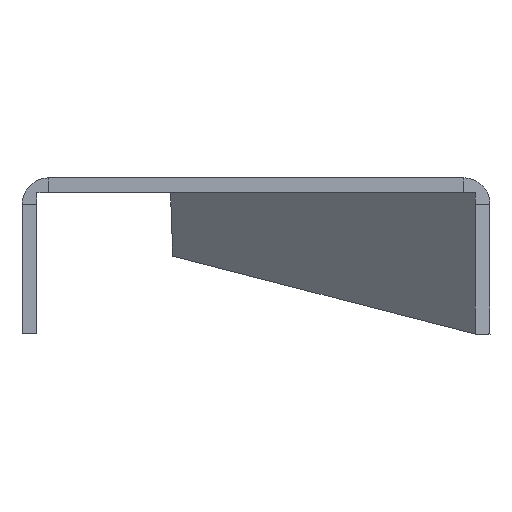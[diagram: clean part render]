
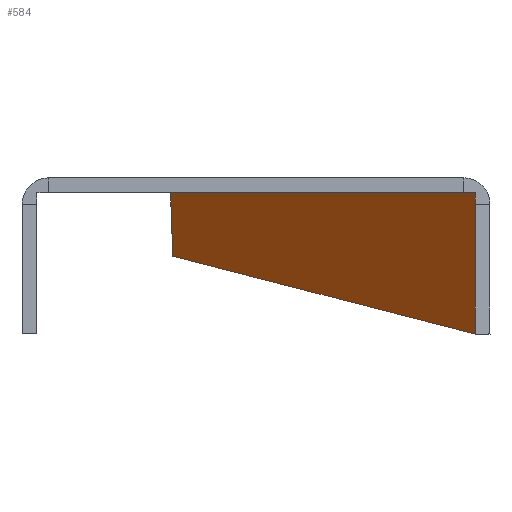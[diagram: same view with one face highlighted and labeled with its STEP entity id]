
A CAD part, left-side view. The second image highlights one B-rep face of the part: STEP entity #584.
In plain terms, the highlighted planar face has unit normal (-0.096, 0.995, 0).
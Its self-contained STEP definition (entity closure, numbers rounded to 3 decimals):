
#2 = VERTEX_POINT ( 'NONE', #613 ) ;
#7 = CARTESIAN_POINT ( 'NONE',  ( 0.141, -45.797, -1.9 ) ) ;
#39 = EDGE_CURVE ( 'NONE', #423, #531, #330, .T. ) ;
#76 = CARTESIAN_POINT ( 'NONE',  ( 0.141, -45.797, -2.081 ) ) ;
#78 = PLANE ( 'NONE',  #492 ) ;
#127 = CARTESIAN_POINT ( 'NONE',  ( 0.141, -45.797, -20.03 ) ) ;
#130 = CARTESIAN_POINT ( 'NONE',  ( 405.658, -6.745, -2.164 ) ) ;
#140 = ORIENTED_EDGE ( 'NONE', *, *, #295, .F. ) ;
#142 = DIRECTION ( 'NONE',  ( -0.096, 0.995, 0. ) ) ;
#144 = DIRECTION ( 'NONE',  ( -0.995, -0.096, 0. ) ) ;
#153 = VECTOR ( 'NONE', #208, 1000. ) ;
#168 = VERTEX_POINT ( 'NONE', #314 ) ;
#170 = EDGE_CURVE ( 'NONE', #168, #531, #656, .T. ) ;
#173 = DIRECTION ( 'NONE',  ( 0.995, 0.096, 0.025 ) ) ;
#186 = CARTESIAN_POINT ( 'NONE',  ( 0.141, -45.797, -1.9 ) ) ;
#190 = CARTESIAN_POINT ( 'NONE',  ( 405.341, -6.776, -2.921 ) ) ;
#200 = DIRECTION ( 'NONE',  ( -0.991, -0.095, 0.096 ) ) ;
#208 = DIRECTION ( 'NONE',  ( 0., 0., -1. ) ) ;
#211 = LINE ( 'NONE', #677, #153 ) ;
#252 = CARTESIAN_POINT ( 'NONE',  ( 405.076, -6.801, -3.4 ) ) ;
#255 = CARTESIAN_POINT ( 'NONE',  ( 0.141, -45.797, -2.442 ) ) ;
#260 = FACE_OUTER_BOUND ( 'NONE', #547, .T. ) ;
#275 = ORIENTED_EDGE ( 'NONE', *, *, #39, .F. ) ;
#281 = VERTEX_POINT ( 'NONE', #127 ) ;
#290 = B_SPLINE_CURVE_WITH_KNOTS ( 'NONE', 3,
 ( #252, #708, #190, #419, #130, #367 ),
 .UNSPECIFIED., .F., .F.,
 ( 4, 2, 4 ),
 ( 0.001, 0.002, 0.003 ),
 .UNSPECIFIED. ) ;
#295 = EDGE_CURVE ( 'NONE', #498, #423, #290, .T. ) ;
#304 = ORIENTED_EDGE ( 'NONE', *, *, #170, .T. ) ;
#306 = CARTESIAN_POINT ( 'NONE',  ( 0.141, -45.797, -3.081 ) ) ;
#314 = CARTESIAN_POINT ( 'NONE',  ( 0.141, -45.797, -3.4 ) ) ;
#316 = CARTESIAN_POINT ( 'NONE',  ( 411.447, -6.188, 13.717 ) ) ;
#330 = LINE ( 'NONE', #449, #660 ) ;
#367 = CARTESIAN_POINT ( 'NONE',  ( 405.732, -6.738, -1.9 ) ) ;
#417 = EDGE_CURVE ( 'NONE', #168, #281, #211, .T. ) ;
#419 = CARTESIAN_POINT ( 'NONE',  ( 405.566, -6.754, -2.422 ) ) ;
#423 = VERTEX_POINT ( 'NONE', #488 ) ;
#424 = DIRECTION ( 'NONE',  ( 0.349, 0.034, 0.937 ) ) ;
#431 = LINE ( 'NONE', #663, #746 ) ;
#433 = LINE ( 'NONE', #316, #565 ) ;
#449 = CARTESIAN_POINT ( 'NONE',  ( 4.371, -45.39, -1.9 ) ) ;
#463 = EDGE_CURVE ( 'NONE', #281, #2, #431, .T. ) ;
#488 = CARTESIAN_POINT ( 'NONE',  ( 405.732, -6.738, -1.9 ) ) ;
#492 = AXIS2_PLACEMENT_3D ( 'NONE', #661, #142, #200 ) ;
#498 = VERTEX_POINT ( 'NONE', #694 ) ;
#531 = VERTEX_POINT ( 'NONE', #7 ) ;
#547 = EDGE_LOOP ( 'NONE', ( #701, #304, #275, #140, #631, #698 ) ) ;
#565 = VECTOR ( 'NONE', #424, 1000. ) ;
#584 = ADVANCED_FACE ( 'NONE', ( #260 ), #78, .T. ) ;
#590 = CARTESIAN_POINT ( 'NONE',  ( 0.141, -45.797, -2.761 ) ) ;
#613 = CARTESIAN_POINT ( 'NONE',  ( 402.609, -7.039, -10.03 ) ) ;
#618 = EDGE_CURVE ( 'NONE', #2, #498, #433, .T. ) ;
#631 = ORIENTED_EDGE ( 'NONE', *, *, #618, .F. ) ;
#656 = B_SPLINE_CURVE_WITH_KNOTS ( 'NONE', 3,
 ( #699, #306, #590, #255, #704, #76, #186 ),
 .UNSPECIFIED., .F., .F.,
 ( 4, 3, 4 ),
 ( 0.009, 0.01, 0.011 ),
 .UNSPECIFIED. ) ;
#660 = VECTOR ( 'NONE', #144, 1000. ) ;
#661 = CARTESIAN_POINT ( 'NONE',  ( 4.371, -45.39, 44.22 ) ) ;
#663 = CARTESIAN_POINT ( 'NONE',  ( 402.609, -7.039, -10.03 ) ) ;
#677 = CARTESIAN_POINT ( 'NONE',  ( 0.141, -45.797, -20.03 ) ) ;
#694 = CARTESIAN_POINT ( 'NONE',  ( 405.076, -6.801, -3.4 ) ) ;
#698 = ORIENTED_EDGE ( 'NONE', *, *, #463, .F. ) ;
#699 = CARTESIAN_POINT ( 'NONE',  ( 0.141, -45.797, -3.4 ) ) ;
#701 = ORIENTED_EDGE ( 'NONE', *, *, #417, .F. ) ;
#704 = CARTESIAN_POINT ( 'NONE',  ( 0.141, -45.797, -2.261 ) ) ;
#708 = CARTESIAN_POINT ( 'NONE',  ( 405.209, -6.789, -3.161 ) ) ;
#746 = VECTOR ( 'NONE', #173, 1000. ) ;
